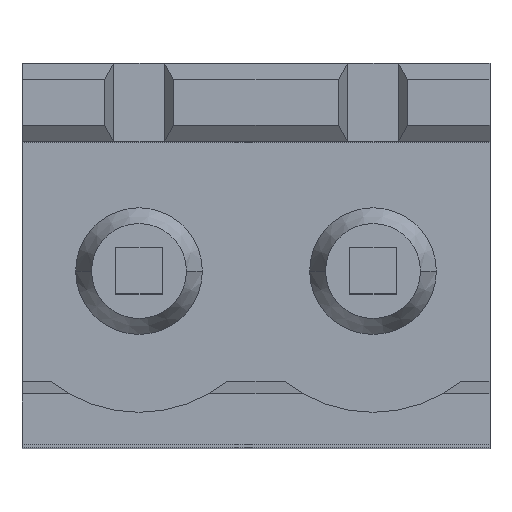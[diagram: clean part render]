
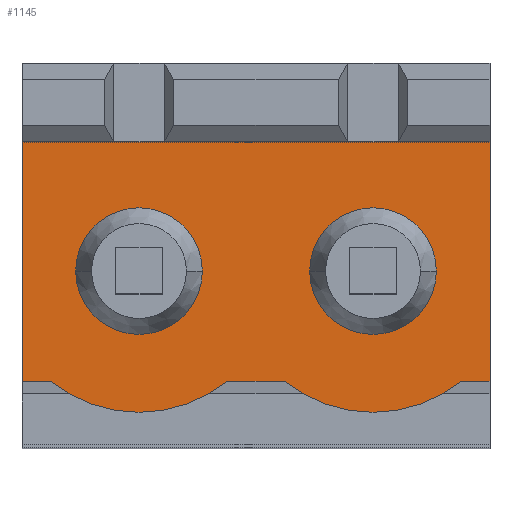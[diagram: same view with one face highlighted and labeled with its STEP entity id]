
A CAD part, top view. The second image highlights one B-rep face of the part: STEP entity #1145.
In plain terms, the highlighted planar face has unit normal (0, 0, 1).
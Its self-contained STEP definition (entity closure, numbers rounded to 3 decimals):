
#100=DIRECTION('',(0.,-1.,0.));
#101=VECTOR('',#100,5.2);
#102=CARTESIAN_POINT('',(-5.08,2.8,-8.5));
#103=LINE('',#102,#101);
#210=DIRECTION('',(1.,0.,0.));
#211=VECTOR('',#210,0.61);
#212=CARTESIAN_POINT('',(4.47,-2.4,-8.5));
#213=LINE('',#212,#211);
#218=DIRECTION('',(1.,0.,0.));
#219=VECTOR('',#218,0.61);
#220=CARTESIAN_POINT('',(-5.08,-2.4,-8.5));
#221=LINE('',#220,#219);
#226=DIRECTION('',(1.,0.,0.));
#227=VECTOR('',#226,1.219);
#228=CARTESIAN_POINT('',(-0.61,-2.4,-8.5));
#229=LINE('',#228,#227);
#234=CARTESIAN_POINT('',(-2.54,0.,-8.5));
#235=DIRECTION('',(0.,0.,1.));
#236=DIRECTION('',(-0.627,-0.779,0.));
#237=AXIS2_PLACEMENT_3D('',#234,#235,#236);
#239=DIRECTION('',(1.,0.,0.));
#240=VECTOR('',#239,10.16);
#241=CARTESIAN_POINT('',(-5.08,2.8,-8.5));
#242=LINE('',#241,#240);
#243=CARTESIAN_POINT('',(2.54,0.,-8.5));
#244=DIRECTION('',(0.,0.,1.));
#245=DIRECTION('',(-0.627,-0.779,0.));
#246=AXIS2_PLACEMENT_3D('',#243,#244,#245);
#248=CARTESIAN_POINT('',(2.54,0.,-8.5));
#249=DIRECTION('',(0.,0.,-1.));
#250=DIRECTION('',(-1.,0.,0.));
#251=AXIS2_PLACEMENT_3D('',#248,#249,#250);
#253=CARTESIAN_POINT('',(2.54,0.,-8.5));
#254=DIRECTION('',(0.,0.,-1.));
#255=DIRECTION('',(1.,0.,0.));
#256=AXIS2_PLACEMENT_3D('',#253,#254,#255);
#258=CARTESIAN_POINT('',(-2.54,0.,-8.5));
#259=DIRECTION('',(0.,0.,-1.));
#260=DIRECTION('',(-1.,0.,0.));
#261=AXIS2_PLACEMENT_3D('',#258,#259,#260);
#263=CARTESIAN_POINT('',(-2.54,0.,-8.5));
#264=DIRECTION('',(0.,0.,-1.));
#265=DIRECTION('',(1.,0.,0.));
#266=AXIS2_PLACEMENT_3D('',#263,#264,#265);
#396=DIRECTION('',(0.,-1.,0.));
#397=VECTOR('',#396,5.2);
#398=CARTESIAN_POINT('',(5.08,2.8,-8.5));
#399=LINE('',#398,#397);
#706=CARTESIAN_POINT('',(-5.08,2.8,-8.5));
#707=VERTEX_POINT('',#706);
#708=CARTESIAN_POINT('',(-5.08,-2.4,-8.5));
#709=VERTEX_POINT('',#708);
#736=CARTESIAN_POINT('',(5.08,2.8,-8.5));
#737=VERTEX_POINT('',#736);
#738=CARTESIAN_POINT('',(5.08,-2.4,-8.5));
#739=VERTEX_POINT('',#738);
#752=CARTESIAN_POINT('',(0.61,-2.4,-8.5));
#754=VERTEX_POINT('',#752);
#756=CARTESIAN_POINT('',(4.47,-2.4,-8.5));
#758=VERTEX_POINT('',#756);
#762=CARTESIAN_POINT('',(-4.47,-2.4,-8.5));
#764=VERTEX_POINT('',#762);
#766=CARTESIAN_POINT('',(-0.61,-2.4,-8.5));
#768=VERTEX_POINT('',#766);
#776=CARTESIAN_POINT('',(1.165,0.,-8.5));
#777=CARTESIAN_POINT('',(3.915,0.,-8.5));
#778=VERTEX_POINT('',#776);
#779=VERTEX_POINT('',#777);
#832=CARTESIAN_POINT('',(-3.915,0.,-8.5));
#833=CARTESIAN_POINT('',(-1.165,0.,-8.5));
#834=VERTEX_POINT('',#832);
#835=VERTEX_POINT('',#833);
#1116=CARTESIAN_POINT('',(-5.08,2.8,-8.5));
#1117=DIRECTION('',(0.,0.,1.));
#1118=DIRECTION('',(0.,-1.,0.));
#1119=AXIS2_PLACEMENT_3D('',#1116,#1117,#1118);
#1120=PLANE('',#1119);
#1121=ORIENTED_EDGE('',*,*,#1090,.F.);
#1122=ORIENTED_EDGE('',*,*,#1042,.F.);
#1123=ORIENTED_EDGE('',*,*,#1079,.F.);
#1124=ORIENTED_EDGE('',*,*,#903,.F.);
#1126=ORIENTED_EDGE('',*,*,#1125,.T.);
#1128=ORIENTED_EDGE('',*,*,#1127,.T.);
#1129=ORIENTED_EDGE('',*,*,#1061,.F.);
#1130=ORIENTED_EDGE('',*,*,#1105,.F.);
#1131=EDGE_LOOP('',(#1121,#1122,#1123,#1124,#1126,#1128,#1129,#1130));
#1132=FACE_OUTER_BOUND('',#1131,.F.);
#1134=ORIENTED_EDGE('',*,*,#1133,.F.);
#1136=ORIENTED_EDGE('',*,*,#1135,.F.);
#1137=EDGE_LOOP('',(#1134,#1136));
#1138=FACE_BOUND('',#1137,.F.);
#1140=ORIENTED_EDGE('',*,*,#1139,.F.);
#1142=ORIENTED_EDGE('',*,*,#1141,.F.);
#1143=EDGE_LOOP('',(#1140,#1142));
#1144=FACE_BOUND('',#1143,.F.);
#1145=ADVANCED_FACE('',(#1132,#1138,#1144),#1120,.T.);
#238=CIRCLE('',#237,3.08);
#247=CIRCLE('',#246,3.08);
#252=CIRCLE('',#251,1.375);
#257=CIRCLE('',#256,1.375);
#262=CIRCLE('',#261,1.375);
#267=CIRCLE('',#266,1.375);
#903=EDGE_CURVE('',#707,#709,#103,.T.);
#1042=EDGE_CURVE('',#764,#768,#238,.T.);
#1061=EDGE_CURVE('',#758,#739,#213,.T.);
#1079=EDGE_CURVE('',#709,#764,#221,.T.);
#1090=EDGE_CURVE('',#768,#754,#229,.T.);
#1105=EDGE_CURVE('',#754,#758,#247,.T.);
#1125=EDGE_CURVE('',#707,#737,#242,.T.);
#1127=EDGE_CURVE('',#737,#739,#399,.T.);
#1133=EDGE_CURVE('',#778,#779,#252,.T.);
#1135=EDGE_CURVE('',#779,#778,#257,.T.);
#1139=EDGE_CURVE('',#834,#835,#262,.T.);
#1141=EDGE_CURVE('',#835,#834,#267,.T.);
